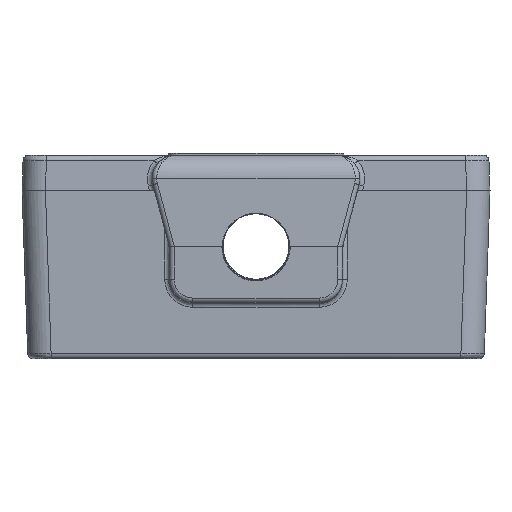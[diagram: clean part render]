
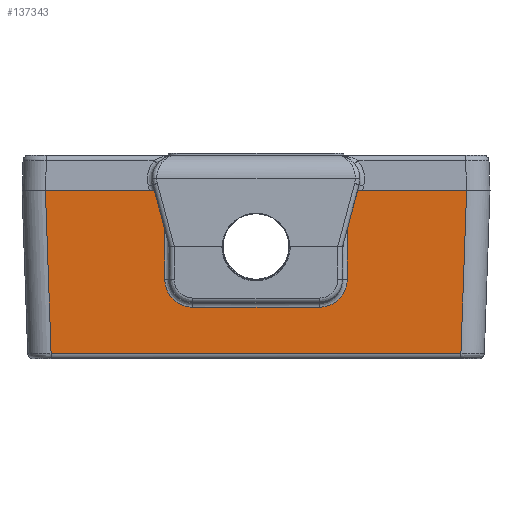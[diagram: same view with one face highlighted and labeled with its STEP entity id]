
A CAD part, left-side view. The second image highlights one B-rep face of the part: STEP entity #137343.
In plain terms, the highlighted planar face has unit normal (-1, 0, -0.018).
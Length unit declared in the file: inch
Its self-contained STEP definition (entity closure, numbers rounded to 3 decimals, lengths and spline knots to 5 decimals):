
#2721 = CARTESIAN_POINT ( 'NONE',  ( -2.25161, -0.4875, -0.91765 ) ) ;
#3702 = CARTESIAN_POINT ( 'NONE',  ( -2.25184, -1.07867, -0.90408 ) ) ;
#4171 = CARTESIAN_POINT ( 'NONE',  ( -2.26672, -0.4875, -0.05206 ) ) ;
#10378 = VERTEX_POINT ( 'NONE', #30853 ) ;
#11204 = VECTOR ( 'NONE', #102556, 39.37008 ) ;
#12275 = CARTESIAN_POINT ( 'NONE',  ( -2.2598, -0.6875, -0.44802 ) ) ;
#19236 = VERTEX_POINT ( 'NONE', #155128 ) ;
#22048 = CARTESIAN_POINT ( 'NONE',  ( -2.275, -1.375, 0.4225 ) ) ;
#22950 = EDGE_CURVE ( 'NONE', #123045, #19236, #84992, .T. ) ;
#23579 = LINE ( 'NONE', #3702, #142805 ) ;
#25228 = CARTESIAN_POINT ( 'NONE',  ( -2.26511, -0.45745, -0.14424 ) ) ;
#28909 = DIRECTION ( 'NONE',  ( -0.017, 0.035, 0.999 ) ) ;
#30853 = CARTESIAN_POINT ( 'NONE',  ( -2.26672, 0.4875, -0.05206 ) ) ;
#31735 = ORIENTED_EDGE ( 'NONE', *, *, #42490, .F. ) ;
#39094 = ORIENTED_EDGE ( 'NONE', *, *, #212977, .F. ) ;
#42490 = EDGE_CURVE ( 'NONE', #217423, #54254, #92433, .T. ) ;
#42497 = DIRECTION ( 'NONE',  ( 0.017, 0., -1. ) ) ;
#44101 = DIRECTION ( 'NONE',  ( 0., -1., 0. ) ) ;
#46481 = CARTESIAN_POINT ( 'NONE',  ( -2.2598, 1.0946, -0.44802 ) ) ;
#47662 = LINE ( 'NONE', #46481, #147489 ) ;
#47791 = VERTEX_POINT ( 'NONE', #216843 ) ;
#47863 = EDGE_CURVE ( 'NONE', #54254, #10378, #117039, .T. ) ;
#51741 = ORIENTED_EDGE ( 'NONE', *, *, #77961, .F. ) ;
#51811 = ORIENTED_EDGE ( 'NONE', *, *, #100998, .F. ) ;
#54254 = VERTEX_POINT ( 'NONE', #84983 ) ;
#57358 = CARTESIAN_POINT ( 'NONE',  ( -2.26417, 0.37676, -0.19816 ) ) ;
#58098 = CARTESIAN_POINT ( 'NONE',  ( -2.26462, -0.42967, -0.17199 ) ) ;
#67283 = ORIENTED_EDGE ( 'NONE', *, *, #22950, .F. ) ;
#70037 = EDGE_CURVE ( 'NONE', #10378, #130564, #157863, .T. ) ;
#73680 = ORIENTED_EDGE ( 'NONE', *, *, #47863, .F. ) ;
#74050 = VECTOR ( 'NONE', #128639, 39.37008 ) ;
#74121 = DIRECTION ( 'NONE',  ( 0., -1., 0. ) ) ;
#76877 = CARTESIAN_POINT ( 'NONE',  ( -2.26443, -0.41306, -0.18317 ) ) ;
#77775 = VECTOR ( 'NONE', #44101, 39.37008 ) ;
#77961 = EDGE_CURVE ( 'NONE', #230857, #123045, #23579, .T. ) ;
#80040 = DIRECTION ( 'NONE',  ( 1., 0., 0.017 ) ) ;
#84983 = CARTESIAN_POINT ( 'NONE',  ( -2.275, 0.4875, 0.4225 ) ) ;
#84992 = LINE ( 'NONE', #12275, #11204 ) ;
#89117 = CARTESIAN_POINT ( 'NONE',  ( -2.2641, -0.3375, -0.20206 ) ) ;
#89519 = B_SPLINE_CURVE_WITH_KNOTS ( 'NONE', 3,
 ( #218682, #150623, #203433, #76877, #58098, #25228, #201154, #204610, #92162, #4171 ),
 .UNSPECIFIED., .F., .F.,
 ( 4, 2, 2, 2, 4 ),
 ( 0., 0.25, 0.5, 0.75, 1. ),
 .UNSPECIFIED. ) ;
#92162 = CARTESIAN_POINT ( 'NONE',  ( -2.26637, -0.4875, -0.0717 ) ) ;
#92433 = LINE ( 'NONE', #22048, #74050 ) ;
#94143 = LINE ( 'NONE', #2721, #202127 ) ;
#100998 = EDGE_CURVE ( 'NONE', #47791, #230857, #221674, .T. ) ;
#102556 = DIRECTION ( 'NONE',  ( 0., 1., 0. ) ) ;
#107886 = CARTESIAN_POINT ( 'NONE',  ( -2.26603, 0.4836, -0.09133 ) ) ;
#114105 = CARTESIAN_POINT ( 'NONE',  ( -2.275, 1.125, 0.4225 ) ) ;
#115919 = DIRECTION ( 'NONE',  ( 0.017, 0., -1. ) ) ;
#117039 = LINE ( 'NONE', #191940, #129930 ) ;
#117890 = CARTESIAN_POINT ( 'NONE',  ( -2.2641, -1.375, -0.20206 ) ) ;
#120651 = VECTOR ( 'NONE', #74121, 39.37008 ) ;
#123045 = VERTEX_POINT ( 'NONE', #143426 ) ;
#124221 = CARTESIAN_POINT ( 'NONE',  ( -2.26672, 0.4875, -0.05206 ) ) ;
#124634 = DIRECTION ( 'NONE',  ( -0.017, 0., 1. ) ) ;
#128639 = DIRECTION ( 'NONE',  ( 0., -1., 0. ) ) ;
#128798 = CARTESIAN_POINT ( 'NONE',  ( -2.2641, 0.35713, -0.20207 ) ) ;
#129930 = VECTOR ( 'NONE', #115919, 39.37008 ) ;
#130564 = VERTEX_POINT ( 'NONE', #229104 ) ;
#131545 = PLANE ( 'NONE',  #210512 ) ;
#133898 = FACE_OUTER_BOUND ( 'NONE', #167884, .T. ) ;
#135942 = CARTESIAN_POINT ( 'NONE',  ( -2.275, -1.125, 0.4225 ) ) ;
#137343 = ADVANCED_FACE ( 'NONE', ( #133898 ), #131545, .F. ) ;
#142805 = VECTOR ( 'NONE', #180716, 39.37008 ) ;
#143025 = ORIENTED_EDGE ( 'NONE', *, *, #175154, .F. ) ;
#143426 = CARTESIAN_POINT ( 'NONE',  ( -2.2598, -1.0946, -0.44802 ) ) ;
#147489 = VECTOR ( 'NONE', #28909, 39.37008 ) ;
#150623 = CARTESIAN_POINT ( 'NONE',  ( -2.2641, -0.35714, -0.20203 ) ) ;
#155128 = CARTESIAN_POINT ( 'NONE',  ( -2.25977, 1.0946, -0.44802 ) ) ;
#157863 = B_SPLINE_CURVE_WITH_KNOTS ( 'NONE', 3,
 ( #124221, #217960, #107886, #195740, #181629, #199222, #214492, #57358, #128798, #161745 ),
 .UNSPECIFIED., .F., .F.,
 ( 4, 2, 2, 2, 4 ),
 ( 0., 0.25, 0.5, 0.75, 1. ),
 .UNSPECIFIED. ) ;
#161332 = CARTESIAN_POINT ( 'NONE',  ( -2.26672, -0.4875, -0.05206 ) ) ;
#161745 = CARTESIAN_POINT ( 'NONE',  ( -2.2641, 0.3375, -0.20206 ) ) ;
#163095 = EDGE_CURVE ( 'NONE', #208668, #230079, #89519, .T. ) ;
#167884 = EDGE_LOOP ( 'NONE', ( #31735, #173270, #67283, #51741, #51811, #39094, #196148, #143025, #224668, #73680 ) ) ;
#169512 = LINE ( 'NONE', #117890, #77775 ) ;
#173270 = ORIENTED_EDGE ( 'NONE', *, *, #205383, .F. ) ;
#175154 = EDGE_CURVE ( 'NONE', #130564, #208668, #169512, .T. ) ;
#180716 = DIRECTION ( 'NONE',  ( 0.017, 0.035, -0.999 ) ) ;
#181629 = CARTESIAN_POINT ( 'NONE',  ( -2.26511, 0.45743, -0.14423 ) ) ;
#184169 = CARTESIAN_POINT ( 'NONE',  ( -2.275, -1.375, 0.4225 ) ) ;
#191940 = CARTESIAN_POINT ( 'NONE',  ( -2.25161, 0.4875, -0.91765 ) ) ;
#195740 = CARTESIAN_POINT ( 'NONE',  ( -2.2654, 0.46861, -0.12763 ) ) ;
#196148 = ORIENTED_EDGE ( 'NONE', *, *, #163095, .F. ) ;
#199222 = CARTESIAN_POINT ( 'NONE',  ( -2.26462, 0.42968, -0.17202 ) ) ;
#201154 = CARTESIAN_POINT ( 'NONE',  ( -2.2654, -0.46858, -0.12761 ) ) ;
#202127 = VECTOR ( 'NONE', #124634, 39.37008 ) ;
#203132 = CARTESIAN_POINT ( 'NONE',  ( -2.25161, -1.375, -0.91765 ) ) ;
#203433 = CARTESIAN_POINT ( 'NONE',  ( -2.26417, -0.37677, -0.19816 ) ) ;
#204610 = CARTESIAN_POINT ( 'NONE',  ( -2.26603, -0.4836, -0.09132 ) ) ;
#205383 = EDGE_CURVE ( 'NONE', #19236, #217423, #47662, .T. ) ;
#208668 = VERTEX_POINT ( 'NONE', #89117 ) ;
#210512 = AXIS2_PLACEMENT_3D ( 'NONE', #203132, #80040, #42497 ) ;
#212977 = EDGE_CURVE ( 'NONE', #230079, #47791, #94143, .T. ) ;
#214492 = CARTESIAN_POINT ( 'NONE',  ( -2.26443, 0.41305, -0.18314 ) ) ;
#216843 = CARTESIAN_POINT ( 'NONE',  ( -2.275, -0.4875, 0.4225 ) ) ;
#217423 = VERTEX_POINT ( 'NONE', #114105 ) ;
#217960 = CARTESIAN_POINT ( 'NONE',  ( -2.26637, 0.48746, -0.0717 ) ) ;
#218682 = CARTESIAN_POINT ( 'NONE',  ( -2.2641, -0.3375, -0.20206 ) ) ;
#221674 = LINE ( 'NONE', #184169, #120651 ) ;
#224668 = ORIENTED_EDGE ( 'NONE', *, *, #70037, .F. ) ;
#229104 = CARTESIAN_POINT ( 'NONE',  ( -2.2641, 0.3375, -0.20206 ) ) ;
#230079 = VERTEX_POINT ( 'NONE', #161332 ) ;
#230857 = VERTEX_POINT ( 'NONE', #135942 ) ;
